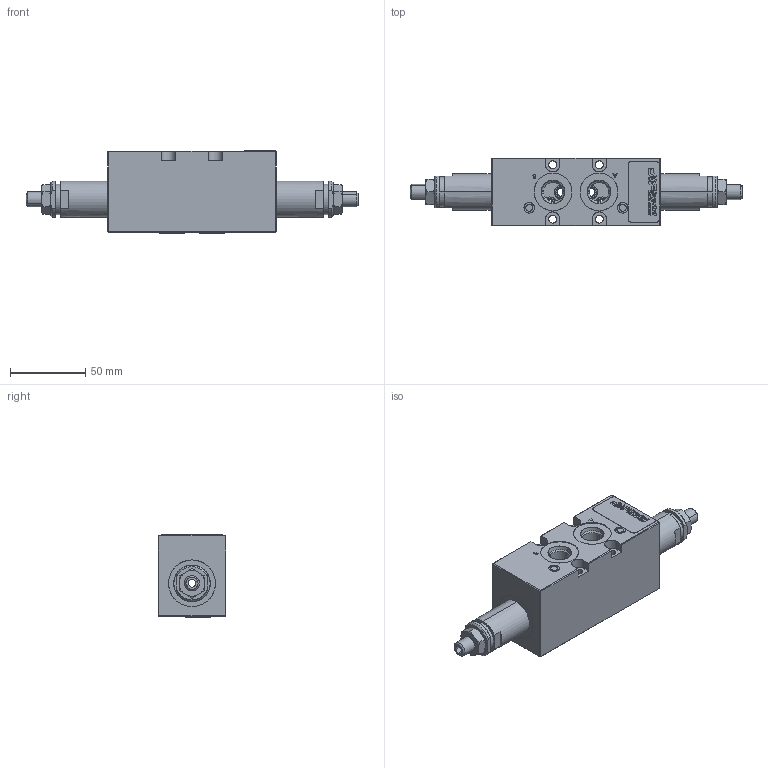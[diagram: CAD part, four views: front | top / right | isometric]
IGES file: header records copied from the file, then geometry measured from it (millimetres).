
Start section: SolidWorks IGES file using analytic representation for surfaces
Global section: file name: CM3M2ABC----2.igs; native system: SolidWorks 2012; preprocessor: SolidWorks 2012; author: serviziopdm; date: 131010.084845; units: millimetre
Bounding box: 220.2 x 45 x 54.68 mm (x, y, z)
Surface area: 44966.3 mm2 (no closed solid volume)
Topology: 0 solids, 0 shells, 353 faces, 5504 edges, 5504 vertices
Faces by surface type: bspline 232, revolution 121
